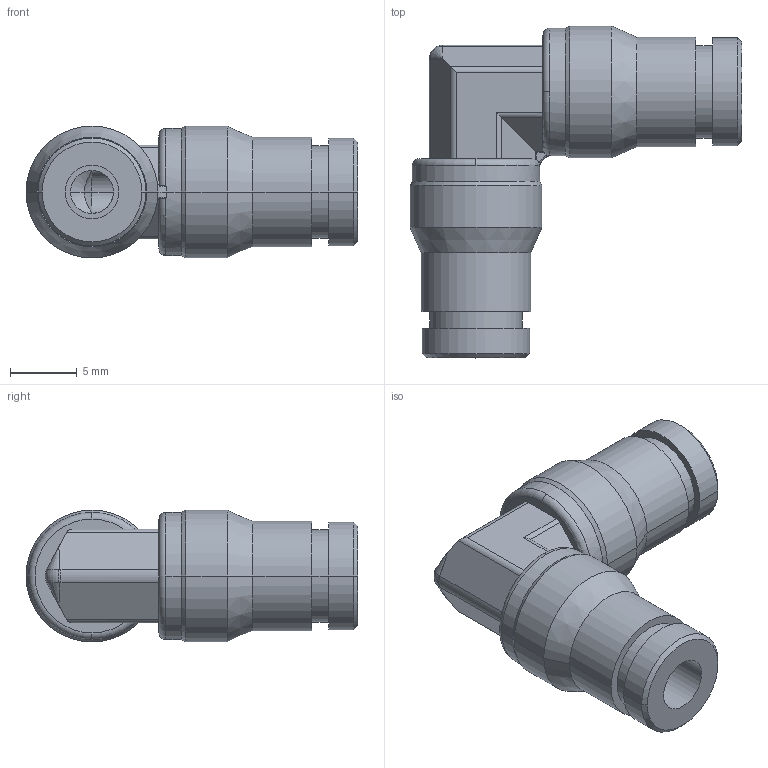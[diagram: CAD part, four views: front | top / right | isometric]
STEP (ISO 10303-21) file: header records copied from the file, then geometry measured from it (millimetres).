
FILE_DESCRIPTION(('STEP AP214'),'1');
FILE_NAME('3802_04_00.stp','2016-07-07T14:26:36',('TraceParts'),('TraceParts S.A.'),'Spatial InterOp 3D',' ',' ');
FILE_SCHEMA(('automotive_design'));
Length unit declared in the file: millimetre
Products named in the file (1): 1
Bounding box: 24.79 x 24.79 x 9.85 mm (x, y, z)
Volume: 1727.3 mm3; surface area: 1689.9 mm2
Topology: 1 solids, 1 shells, 96 faces, 234 edges, 142 vertices
Faces by surface type: cylinder 38, cone 24, plane 22, torus 12
Entity records: 3131 total; most frequent: CARTESIAN_POINT 866, DIRECTION 492, ORIENTED_EDGE 460, EDGE_CURVE 230, AXIS2_PLACEMENT_3D 200, VERTEX_POINT 142, EDGE_LOOP 104, ADVANCED_FACE 96
